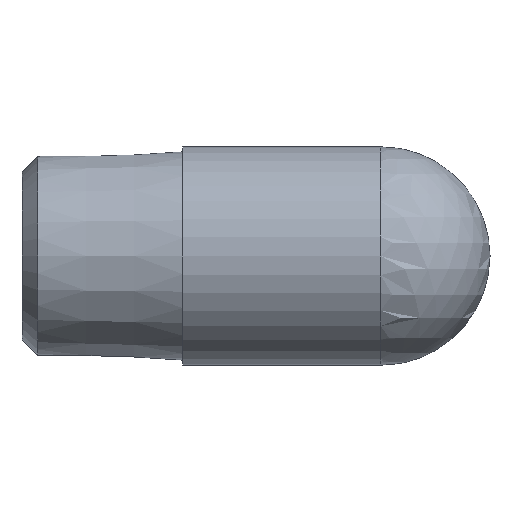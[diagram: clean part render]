
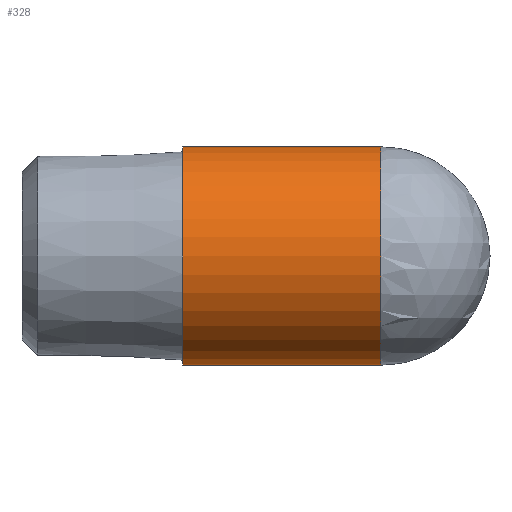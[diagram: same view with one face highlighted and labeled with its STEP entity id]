
A CAD part, left-side view. The second image highlights one B-rep face of the part: STEP entity #328.
In plain terms, the highlighted cylindrical face has radius 7 mm (diameter 14 mm), a full revolution.
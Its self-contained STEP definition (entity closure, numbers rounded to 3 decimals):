
#17=ELLIPSE('',#369,10.63,7.);
#18=ELLIPSE('',#370,10.63,7.);
#24=CYLINDRICAL_SURFACE('',#393,7.);
#69=FACE_OUTER_BOUND('',#97,.T.);
#97=EDGE_LOOP('',(#295,#296,#297,#298,#299,#300));
#107=LINE('',#844,#117);
#117=VECTOR('',#495,7.);
#123=CIRCLE('',#358,7.);
#140=CIRCLE('',#392,7.);
#146=VERTEX_POINT('',#513);
#156=VERTEX_POINT('',#798);
#158=VERTEX_POINT('',#801);
#159=VERTEX_POINT('',#803);
#176=EDGE_CURVE('',#146,#146,#123,.T.);
#193=EDGE_CURVE('',#158,#159,#17,.T.);
#194=EDGE_CURVE('',#159,#156,#18,.T.);
#211=EDGE_CURVE('',#156,#158,#140,.T.);
#212=EDGE_CURVE('',#159,#146,#107,.T.);
#295=ORIENTED_EDGE('',*,*,#193,.F.);
#296=ORIENTED_EDGE('',*,*,#211,.F.);
#297=ORIENTED_EDGE('',*,*,#194,.F.);
#298=ORIENTED_EDGE('',*,*,#212,.T.);
#299=ORIENTED_EDGE('',*,*,#176,.T.);
#300=ORIENTED_EDGE('',*,*,#212,.F.);
#328=ADVANCED_FACE('',(#69),#24,.T.);
#358=AXIS2_PLACEMENT_3D('',#514,#416,#417);
#369=AXIS2_PLACEMENT_3D('',#804,#439,#440);
#370=AXIS2_PLACEMENT_3D('',#805,#441,#442);
#392=AXIS2_PLACEMENT_3D('',#842,#491,#492);
#393=AXIS2_PLACEMENT_3D('',#843,#493,#494);
#416=DIRECTION('center_axis',(0.,-1.,0.));
#417=DIRECTION('ref_axis',(-1.,0.,0.));
#439=DIRECTION('center_axis',(0.753,-0.659,0.));
#440=DIRECTION('ref_axis',(0.659,0.753,0.));
#441=DIRECTION('center_axis',(0.753,-0.659,0.));
#442=DIRECTION('ref_axis',(0.659,0.753,0.));
#491=DIRECTION('center_axis',(0.,-1.,0.));
#492=DIRECTION('ref_axis',(-1.,0.,0.));
#493=DIRECTION('center_axis',(0.,-1.,0.));
#494=DIRECTION('ref_axis',(-1.,0.,0.));
#495=DIRECTION('',(0.,1.,0.));
#513=CARTESIAN_POINT('',(7.,12.7,0.));
#514=CARTESIAN_POINT('Origin',(0.,12.7,0.));
#798=CARTESIAN_POINT('',(0.,0.,7.));
#801=CARTESIAN_POINT('',(0.,0.,-7.));
#803=CARTESIAN_POINT('',(7.,8.,0.));
#804=CARTESIAN_POINT('Origin',(0.,0.,
0.));
#805=CARTESIAN_POINT('Origin',(0.,0.,
0.));
#842=CARTESIAN_POINT('Origin',(0.,0.,0.));
#843=CARTESIAN_POINT('Origin',(0.,23.,0.));
#844=CARTESIAN_POINT('',(7.,23.,0.));
